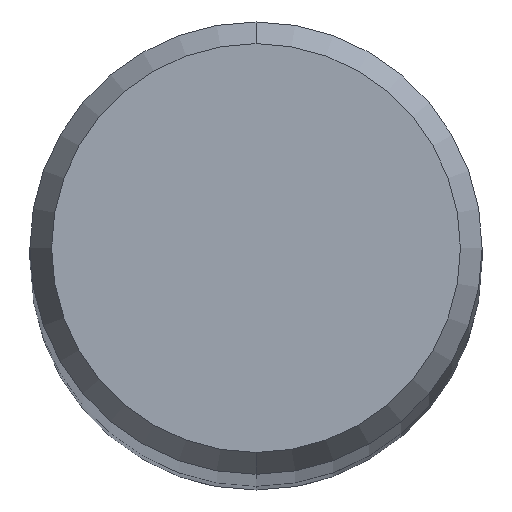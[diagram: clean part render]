
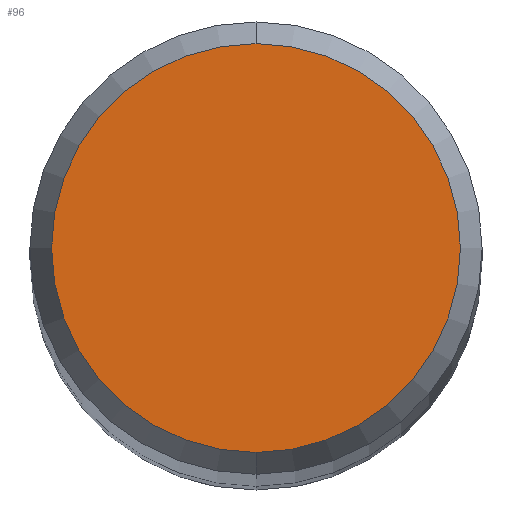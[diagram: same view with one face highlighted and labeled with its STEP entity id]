
A CAD part, top view. The second image highlights one B-rep face of the part: STEP entity #96.
In plain terms, the highlighted planar face has unit normal (0, 0, 1).
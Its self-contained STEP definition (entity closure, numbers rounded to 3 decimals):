
#96=ADVANCED_FACE('',(#237),#238,.T.);
#102=EDGE_CURVE('',#210,#188,#244,.T.);
#154=EDGE_CURVE('',#188,#210,#306,.T.);
#188=VERTEX_POINT('',#344);
#210=VERTEX_POINT('',#368);
#237=FACE_OUTER_BOUND('',#388,.T.);
#238=PLANE('',#389);
#244=CIRCLE('',#399,2.158);
#306=CIRCLE('',#478,2.158);
#344=CARTESIAN_POINT('',(0.0,2.158,0.01));
#368=CARTESIAN_POINT('',(0.,-2.158,0.01));
#388=EDGE_LOOP('',(#563,#564));
#389=AXIS2_PLACEMENT_3D('',#565,#566,#567);
#399=AXIS2_PLACEMENT_3D('',#572,#573,#574);
#478=AXIS2_PLACEMENT_3D('',#669,#670,#671);
#563=ORIENTED_EDGE('',*,*,#154,.F.);
#564=ORIENTED_EDGE('',*,*,#102,.F.);
#565=CARTESIAN_POINT('',(0.0,1.079,0.01));
#566=DIRECTION('',(-0.0,0.0,1.0));
#567=DIRECTION('',(0.0,-1.0,0.0));
#572=CARTESIAN_POINT('',(0.0,0.0,0.01));
#573=DIRECTION('',(0.0,0.0,-1.0));
#574=DIRECTION('',(0.0,1.0,0.0));
#669=CARTESIAN_POINT('',(0.0,0.0,0.01));
#670=DIRECTION('',(0.0,0.0,-1.0));
#671=DIRECTION('',(0.0,1.0,0.0));
